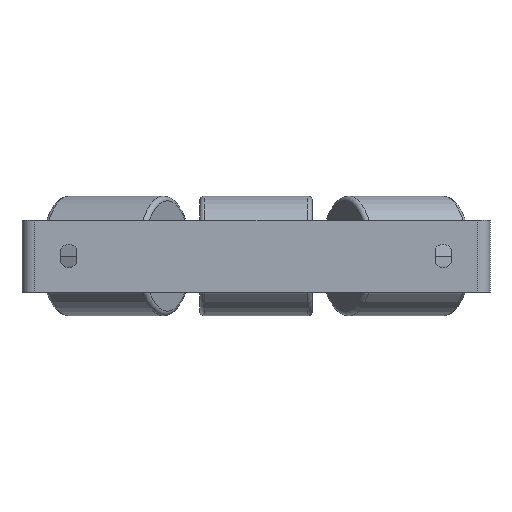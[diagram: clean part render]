
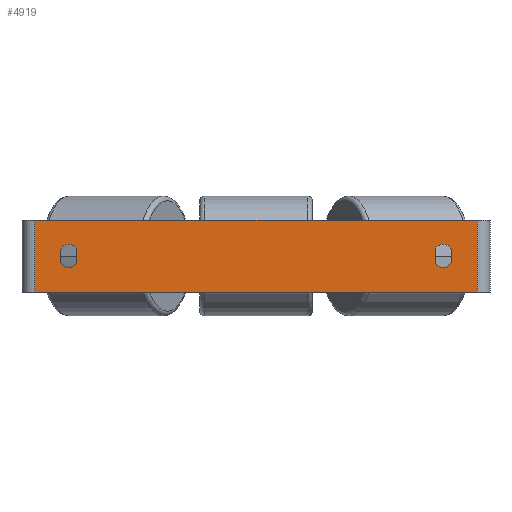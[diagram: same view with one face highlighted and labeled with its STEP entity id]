
A CAD part, front view. The second image highlights one B-rep face of the part: STEP entity #4919.
In plain terms, the highlighted planar face has unit normal (0, -1, 0).
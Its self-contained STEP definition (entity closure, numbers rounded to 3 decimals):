
#26 = AXIS2_PLACEMENT_3D ( 'NONE', #5985, #1474, #5390 ) ;
#147 = EDGE_LOOP ( 'NONE', ( #4146, #3929, #8017, #7015, #3127 ) ) ;
#164 = ORIENTED_EDGE ( 'NONE', *, *, #6639, .F. ) ;
#280 = VERTEX_POINT ( 'NONE', #4489 ) ;
#356 = ORIENTED_EDGE ( 'NONE', *, *, #2531, .F. ) ;
#371 = CARTESIAN_POINT ( 'NONE',  ( 199., 0., 7.359 ) ) ;
#372 = CARTESIAN_POINT ( 'NONE',  ( -260., 0., -40. ) ) ;
#535 = CARTESIAN_POINT ( 'NONE',  ( -208., 0., 3. ) ) ;
#645 = EDGE_CURVE ( 'NONE', #2187, #8408, #2203, .T. ) ;
#705 = EDGE_CURVE ( 'NONE', #8118, #2187, #1274, .T. ) ;
#710 = AXIS2_PLACEMENT_3D ( 'NONE', #5092, #8314, #4501 ) ;
#932 = CARTESIAN_POINT ( 'NONE',  ( -217., 0., -7.359 ) ) ;
#996 = DIRECTION ( 'NONE',  ( 0., 0., -1. ) ) ;
#1039 = VERTEX_POINT ( 'NONE', #7522 ) ;
#1059 = VERTEX_POINT ( 'NONE', #4557 ) ;
#1151 = CARTESIAN_POINT ( 'NONE',  ( -260., 0., 40. ) ) ;
#1157 = EDGE_CURVE ( 'NONE', #5786, #1710, #1937, .T. ) ;
#1249 = VECTOR ( 'NONE', #2055, 1000. ) ;
#1274 = LINE ( 'NONE', #3923, #3031 ) ;
#1414 = CARTESIAN_POINT ( 'NONE',  ( 246., 0., 40. ) ) ;
#1436 = FACE_OUTER_BOUND ( 'NONE', #1669, .T. ) ;
#1474 = DIRECTION ( 'NONE',  ( 0., 1., 0. ) ) ;
#1500 = EDGE_CURVE ( 'NONE', #1059, #2027, #6395, .T. ) ;
#1582 = LINE ( 'NONE', #932, #6024 ) ;
#1640 = CARTESIAN_POINT ( 'NONE',  ( 246., 0., 40. ) ) ;
#1669 = EDGE_LOOP ( 'NONE', ( #5899, #356, #2815, #5337 ) ) ;
#1687 = AXIS2_PLACEMENT_3D ( 'NONE', #535, #7822, #8286 ) ;
#1710 = VERTEX_POINT ( 'NONE', #7542 ) ;
#1887 = CARTESIAN_POINT ( 'NONE',  ( -246., 0., 40. ) ) ;
#1937 = CIRCLE ( 'NONE', #4663, 10. ) ;
#1949 = DIRECTION ( 'NONE',  ( 0., 1., 0. ) ) ;
#1958 = CARTESIAN_POINT ( 'NONE',  ( -217., 0., -7.359 ) ) ;
#2027 = VERTEX_POINT ( 'NONE', #2045 ) ;
#2042 = DIRECTION ( 'NONE',  ( 0., 0., 1. ) ) ;
#2045 = CARTESIAN_POINT ( 'NONE',  ( -246., 0., -40. ) ) ;
#2055 = DIRECTION ( 'NONE',  ( 0., 0., -1. ) ) ;
#2060 = DIRECTION ( 'NONE',  ( 0., -1., 0. ) ) ;
#2107 = VECTOR ( 'NONE', #2254, 1000. ) ;
#2123 = FACE_BOUND ( 'NONE', #147, .T. ) ;
#2177 = EDGE_CURVE ( 'NONE', #1710, #8118, #8200, .T. ) ;
#2187 = VERTEX_POINT ( 'NONE', #371 ) ;
#2203 = CIRCLE ( 'NONE', #5723, 10. ) ;
#2252 = LINE ( 'NONE', #5520, #2278 ) ;
#2254 = DIRECTION ( 'NONE',  ( 0., 0., -1. ) ) ;
#2278 = VECTOR ( 'NONE', #996, 1000. ) ;
#2288 = EDGE_CURVE ( 'NONE', #1039, #3783, #6300, .T. ) ;
#2338 = DIRECTION ( 'NONE',  ( 0., 1., 0. ) ) ;
#2395 = CARTESIAN_POINT ( 'NONE',  ( 217., 0., -7.359 ) ) ;
#2509 = ORIENTED_EDGE ( 'NONE', *, *, #6338, .F. ) ;
#2531 = EDGE_CURVE ( 'NONE', #4032, #280, #5595, .T. ) ;
#2591 = CARTESIAN_POINT ( 'NONE',  ( 208., 0., -3. ) ) ;
#2602 = DIRECTION ( 'NONE',  ( 0., 0., 1. ) ) ;
#2656 = CIRCLE ( 'NONE', #710, 10. ) ;
#2815 = ORIENTED_EDGE ( 'NONE', *, *, #4275, .F. ) ;
#2958 = CARTESIAN_POINT ( 'NONE',  ( -208., 0., -13. ) ) ;
#3031 = VECTOR ( 'NONE', #8420, 1000. ) ;
#3077 = DIRECTION ( 'NONE',  ( 1., 0., 0. ) ) ;
#3096 = VECTOR ( 'NONE', #5577, 1000. ) ;
#3127 = ORIENTED_EDGE ( 'NONE', *, *, #705, .T. ) ;
#3192 = VERTEX_POINT ( 'NONE', #1958 ) ;
#3376 = CARTESIAN_POINT ( 'NONE',  ( -199., 0., -7.359 ) ) ;
#3401 = PLANE ( 'NONE',  #26 ) ;
#3627 = CARTESIAN_POINT ( 'NONE',  ( 217., 0., 7.359 ) ) ;
#3783 = VERTEX_POINT ( 'NONE', #5263 ) ;
#3892 = EDGE_CURVE ( 'NONE', #8408, #5786, #2252, .T. ) ;
#3923 = CARTESIAN_POINT ( 'NONE',  ( 199., 0., -7.359 ) ) ;
#3929 = ORIENTED_EDGE ( 'NONE', *, *, #3892, .T. ) ;
#4032 = VERTEX_POINT ( 'NONE', #1414 ) ;
#4043 = FACE_BOUND ( 'NONE', #4267, .T. ) ;
#4146 = ORIENTED_EDGE ( 'NONE', *, *, #645, .T. ) ;
#4267 = EDGE_LOOP ( 'NONE', ( #164, #5851, #5901, #2509, #7183 ) ) ;
#4275 = EDGE_CURVE ( 'NONE', #1059, #4032, #6345, .T. ) ;
#4489 = CARTESIAN_POINT ( 'NONE',  ( 246., 0., -40. ) ) ;
#4501 = DIRECTION ( 'NONE',  ( 0., 0., -1. ) ) ;
#4514 = EDGE_CURVE ( 'NONE', #8378, #1039, #5359, .T. ) ;
#4557 = CARTESIAN_POINT ( 'NONE',  ( -246., 0., 40. ) ) ;
#4659 = DIRECTION ( 'NONE',  ( 0., 0., -1. ) ) ;
#4663 = AXIS2_PLACEMENT_3D ( 'NONE', #2591, #1949, #5176 ) ;
#4919 = ADVANCED_FACE ( 'NONE', ( #1436, #4043, #2123 ), #3401, .F. ) ;
#5072 = CIRCLE ( 'NONE', #7245, 10. ) ;
#5092 = CARTESIAN_POINT ( 'NONE',  ( -208., 0., -3. ) ) ;
#5176 = DIRECTION ( 'NONE',  ( 0., 0., -1. ) ) ;
#5263 = CARTESIAN_POINT ( 'NONE',  ( -217., 0., 7.359 ) ) ;
#5337 = ORIENTED_EDGE ( 'NONE', *, *, #1500, .T. ) ;
#5359 = LINE ( 'NONE', #3376, #7495 ) ;
#5390 = DIRECTION ( 'NONE',  ( 0., 0., 1. ) ) ;
#5520 = CARTESIAN_POINT ( 'NONE',  ( 217., 0., -7.359 ) ) ;
#5577 = DIRECTION ( 'NONE',  ( 1., 0., 0. ) ) ;
#5595 = LINE ( 'NONE', #1640, #2107 ) ;
#5692 = CARTESIAN_POINT ( 'NONE',  ( -199., 0., -7.359 ) ) ;
#5723 = AXIS2_PLACEMENT_3D ( 'NONE', #8383, #6982, #2602 ) ;
#5786 = VERTEX_POINT ( 'NONE', #2395 ) ;
#5808 = EDGE_CURVE ( 'NONE', #2027, #280, #6209, .T. ) ;
#5851 = ORIENTED_EDGE ( 'NONE', *, *, #2288, .F. ) ;
#5893 = AXIS2_PLACEMENT_3D ( 'NONE', #8087, #2338, #6973 ) ;
#5899 = ORIENTED_EDGE ( 'NONE', *, *, #5808, .T. ) ;
#5901 = ORIENTED_EDGE ( 'NONE', *, *, #4514, .F. ) ;
#5985 = CARTESIAN_POINT ( 'NONE',  ( -260., 0., 40. ) ) ;
#6024 = VECTOR ( 'NONE', #6128, 1000. ) ;
#6128 = DIRECTION ( 'NONE',  ( 0., 0., -1. ) ) ;
#6209 = LINE ( 'NONE', #372, #8069 ) ;
#6300 = CIRCLE ( 'NONE', #1687, 10. ) ;
#6338 = EDGE_CURVE ( 'NONE', #7818, #8378, #2656, .T. ) ;
#6345 = LINE ( 'NONE', #1151, #3096 ) ;
#6395 = LINE ( 'NONE', #1887, #1249 ) ;
#6639 = EDGE_CURVE ( 'NONE', #3783, #3192, #1582, .T. ) ;
#6973 = DIRECTION ( 'NONE',  ( 0., 0., -1. ) ) ;
#6982 = DIRECTION ( 'NONE',  ( 0., 1., 0. ) ) ;
#7015 = ORIENTED_EDGE ( 'NONE', *, *, #2177, .T. ) ;
#7155 = CARTESIAN_POINT ( 'NONE',  ( 199., 0., -7.359 ) ) ;
#7183 = ORIENTED_EDGE ( 'NONE', *, *, #7348, .F. ) ;
#7245 = AXIS2_PLACEMENT_3D ( 'NONE', #7885, #2060, #4659 ) ;
#7348 = EDGE_CURVE ( 'NONE', #3192, #7818, #5072, .T. ) ;
#7495 = VECTOR ( 'NONE', #2042, 1000. ) ;
#7522 = CARTESIAN_POINT ( 'NONE',  ( -199., 0., 7.359 ) ) ;
#7542 = CARTESIAN_POINT ( 'NONE',  ( 208., 0., -13. ) ) ;
#7818 = VERTEX_POINT ( 'NONE', #2958 ) ;
#7822 = DIRECTION ( 'NONE',  ( 0., -1., 0. ) ) ;
#7885 = CARTESIAN_POINT ( 'NONE',  ( -208., 0., -3. ) ) ;
#8017 = ORIENTED_EDGE ( 'NONE', *, *, #1157, .T. ) ;
#8069 = VECTOR ( 'NONE', #3077, 1000. ) ;
#8087 = CARTESIAN_POINT ( 'NONE',  ( 208., 0., -3. ) ) ;
#8118 = VERTEX_POINT ( 'NONE', #7155 ) ;
#8200 = CIRCLE ( 'NONE', #5893, 10. ) ;
#8286 = DIRECTION ( 'NONE',  ( 0., 0., 1. ) ) ;
#8314 = DIRECTION ( 'NONE',  ( 0., -1., 0. ) ) ;
#8378 = VERTEX_POINT ( 'NONE', #5692 ) ;
#8383 = CARTESIAN_POINT ( 'NONE',  ( 208., 0., 3. ) ) ;
#8408 = VERTEX_POINT ( 'NONE', #3627 ) ;
#8420 = DIRECTION ( 'NONE',  ( 0., 0., 1. ) ) ;
